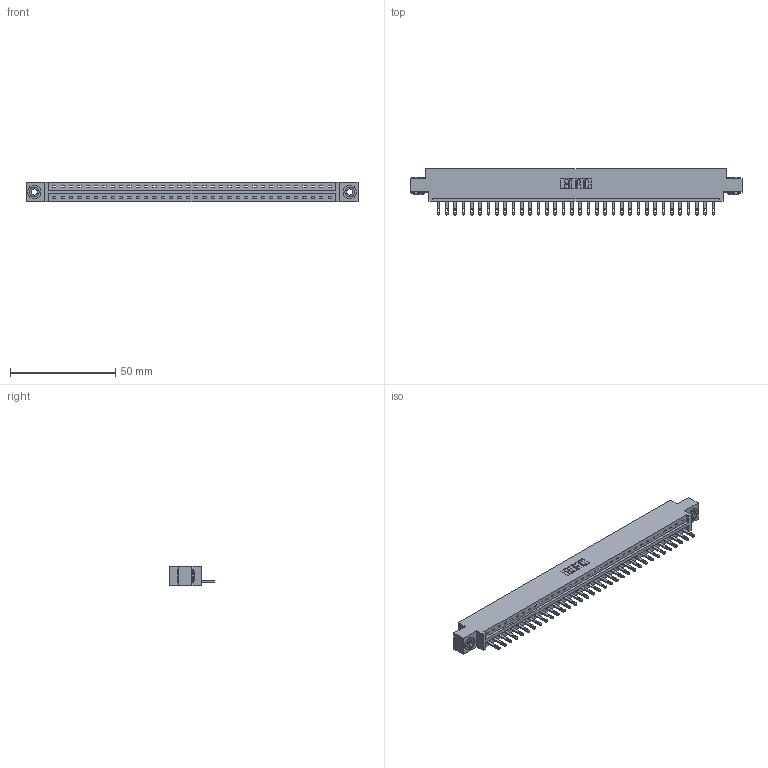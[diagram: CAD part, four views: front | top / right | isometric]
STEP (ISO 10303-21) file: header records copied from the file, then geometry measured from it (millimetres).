
FILE_DESCRIPTION (( 'STEP AP203' ), '1' );
FILE_NAME ('337-034-500-603.STEP', '2018-08-07T09:53:30', ( '' ), ( '' ), 'SwSTEP 2.0', 'SolidWorks 2016', '' );
FILE_SCHEMA (( 'CONFIG_CONTROL_DESIGN' ));
Length unit declared in the file: inch
Products named in the file (4): 337 Part_0.170 Offset - 0.156 Dia-TH; 345-292-001_345-293-100; 345-250-002_345-250-002-102; 337-034-500-603
Assembly tree (37 placements, depth 2):
  337-034-500-603
    337 Part_0.170 Offset - 0.156 Dia-TH
    345-292-001_345-293-100  x34
    345-250-002_345-250-002-102  x2
Bounding box: 157.73 x 21.85 x 9.4 mm (x, y, z)
Volume: 16216.6 mm3; surface area: 17121.6 mm2
Topology: 37 solids, 37 shells, 2128 faces, 6519 edges, 4342 vertices
Faces by surface type: plane 1444, cylinder 676, cone 8
Entity records: 27020 total; most frequent: CARTESIAN_POINT 4683, ORIENTED_EDGE 4646, DIRECTION 3993, EDGE_CURVE 2323, LINE 2167, VECTOR 2167, VERTEX_POINT 1546, AXIS2_PLACEMENT_3D 913
